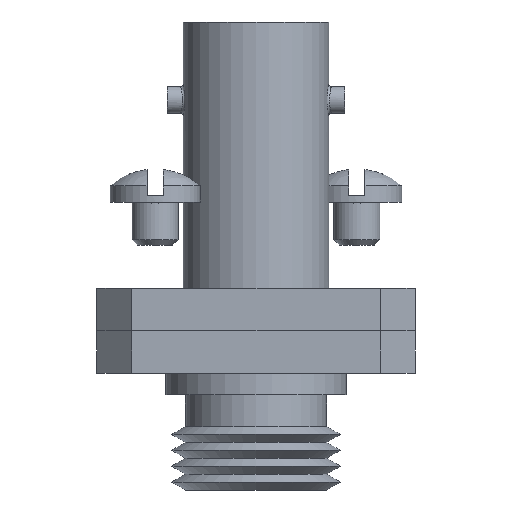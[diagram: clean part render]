
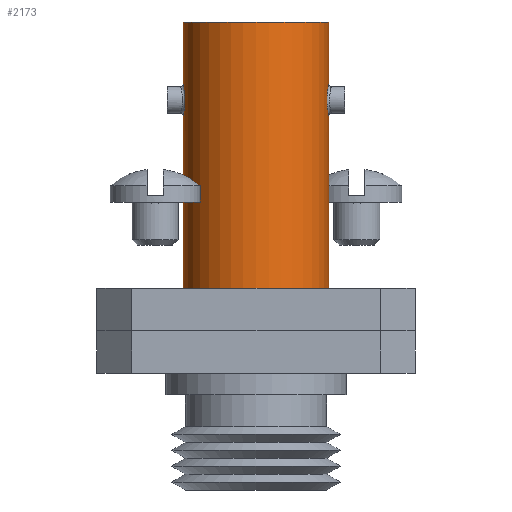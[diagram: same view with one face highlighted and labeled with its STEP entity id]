
A CAD part, front view. The second image highlights one B-rep face of the part: STEP entity #2173.
In plain terms, the highlighted cylindrical face has radius 3.429 mm (diameter 6.858 mm), a partial arc.
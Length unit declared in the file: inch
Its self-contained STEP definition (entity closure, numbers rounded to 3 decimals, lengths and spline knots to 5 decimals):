
#8 = LINE ( 'NONE', #4996, #3473 ) ;
#77 = EDGE_CURVE ( 'NONE', #3463, #5547, #4041, .T. ) ;
#162 = CARTESIAN_POINT ( 'NONE',  ( 0.135, -0.00394, 0.39901 ) ) ;
#178 = CARTESIAN_POINT ( 'NONE',  ( 0.135, -0.00009, 0.399 ) ) ;
#185 = CARTESIAN_POINT ( 'NONE',  ( -0.135, 0., 0.399 ) ) ;
#200 = CARTESIAN_POINT ( 'NONE',  ( 0.13382, -0.01804, 0.40522 ) ) ;
#263 = EDGE_CURVE ( 'NONE', #3926, #1534, #8, .T. ) ;
#318 = CARTESIAN_POINT ( 'NONE',  ( 0., 0., 0.574 ) ) ;
#437 = CARTESIAN_POINT ( 'NONE',  ( 0.135, 0., 0.079 ) ) ;
#631 = DIRECTION ( 'NONE',  ( 1., 0., 0. ) ) ;
#670 = CARTESIAN_POINT ( 'NONE',  ( 0.135, -0.0078, 0.459 ) ) ;
#673 = CARTESIAN_POINT ( 'NONE',  ( -0.13482, -0.00782, 0.45815 ) ) ;
#696 = LINE ( 'NONE', #4416, #4015 ) ;
#697 = CARTESIAN_POINT ( 'NONE',  ( -0.13423, -0.01487, 0.45504 ) ) ;
#724 = CARTESIAN_POINT ( 'NONE',  ( -0.135, 0., 0.574 ) ) ;
#741 = VERTEX_POINT ( 'NONE', #3018 ) ;
#779 = DIRECTION ( 'NONE',  ( 1., 0., 0. ) ) ;
#789 = ORIENTED_EDGE ( 'NONE', *, *, #5421, .T. ) ;
#952 = AXIS2_PLACEMENT_3D ( 'NONE', #1966, #3332, #631 ) ;
#1133 = CYLINDRICAL_SURFACE ( 'NONE', #5374, 0.135 ) ;
#1150 = CARTESIAN_POINT ( 'NONE',  ( -0.13259, -0.02594, 0.44439 ) ) ;
#1297 = CARTESIAN_POINT ( 'NONE',  ( 0.135, 0., 0.574 ) ) ;
#1394 = EDGE_CURVE ( 'NONE', #4051, #741, #5545, .T. ) ;
#1431 = DIRECTION ( 'NONE',  ( 0., 0., -1. ) ) ;
#1486 = DIRECTION ( 'NONE',  ( 0., 0., -1. ) ) ;
#1534 = VERTEX_POINT ( 'NONE', #1642 ) ;
#1592 = CARTESIAN_POINT ( 'NONE',  ( -0.13187, -0.02892, 0.42123 ) ) ;
#1605 = FACE_OUTER_BOUND ( 'NONE', #1614, .T. ) ;
#1614 = EDGE_LOOP ( 'NONE', ( #5448, #5577, #3547, #5329, #2935, #4237, #2179, #3312, #789, #4117 ) ) ;
#1642 = CARTESIAN_POINT ( 'NONE',  ( -0.135, 0., 0.459 ) ) ;
#1719 = CARTESIAN_POINT ( 'NONE',  ( 0.135, 0., 0.399 ) ) ;
#1867 = EDGE_CURVE ( 'NONE', #4513, #3463, #696, .T. ) ;
#1966 = CARTESIAN_POINT ( 'NONE',  ( 0., 0., 0.079 ) ) ;
#2056 = CARTESIAN_POINT ( 'NONE',  ( -0.13383, -0.01796, 0.40515 ) ) ;
#2070 = CIRCLE ( 'NONE', #5776, 0.135 ) ;
#2173 = ADVANCED_FACE ( 'NONE', ( #1605 ), #1133, .T. ) ;
#2179 = ORIENTED_EDGE ( 'NONE', *, *, #77, .T. ) ;
#2181 = CARTESIAN_POINT ( 'NONE',  ( 0.135, -0.00004, 0.399 ) ) ;
#2350 = EDGE_CURVE ( 'NONE', #4297, #4513, #3067, .T. ) ;
#2421 = CARTESIAN_POINT ( 'NONE',  ( -0.135, -0.00004, 0.459 ) ) ;
#2484 = B_SPLINE_CURVE_WITH_KNOTS ( 'NONE', 3,
 ( #1719, #3977, #2181, #5349, #2635 ),
 .UNSPECIFIED., .F., .F.,
 ( 4, 1, 4 ),
 ( 0.00235, 0.00235, 0.00235 ),
 .UNSPECIFIED. ) ;
#2521 = CARTESIAN_POINT ( 'NONE',  ( -0.13483, -0.00772, 0.39981 ) ) ;
#2635 = CARTESIAN_POINT ( 'NONE',  ( 0.135, -0.00009, 0.399 ) ) ;
#2753 = CARTESIAN_POINT ( 'NONE',  ( 0.135, 0., 0.399 ) ) ;
#2758 = EDGE_CURVE ( 'NONE', #3926, #2897, #2070, .T. ) ;
#2869 = CARTESIAN_POINT ( 'NONE',  ( -0.135, -0.00009, 0.459 ) ) ;
#2877 = B_SPLINE_CURVE_WITH_KNOTS ( 'NONE', 3,
 ( #4208, #4677, #2421, #5593, #2869 ),
 .UNSPECIFIED., .F., .F.,
 ( 4, 1, 4 ),
 ( 0., 0., 0. ),
 .UNSPECIFIED. ) ;
#2897 = VERTEX_POINT ( 'NONE', #1297 ) ;
#2935 = ORIENTED_EDGE ( 'NONE', *, *, #2350, .T. ) ;
#2961 = VECTOR ( 'NONE', #4849, 39.37008 ) ;
#2970 = CARTESIAN_POINT ( 'NONE',  ( -0.135, 0., 0.399 ) ) ;
#3018 = CARTESIAN_POINT ( 'NONE',  ( 0.135, 0., 0.459 ) ) ;
#3067 = B_SPLINE_CURVE_WITH_KNOTS ( 'NONE', 3,
 ( #3407, #5678, #673, #697, #3852, #1150, #4309, #1592, #4777, #2056, #5229, #2521, #5700, #2970 ),
 .UNSPECIFIED., .F., .F.,
 ( 4, 2, 2, 2, 2, 2, 4 ),
 ( 0., 0.0003, 0.00059, 0.00117, 0.00176, 0.00205, 0.00235 ),
 .UNSPECIFIED. ) ;
#3132 = EDGE_CURVE ( 'NONE', #4373, #5547, #3505, .T. ) ;
#3312 = ORIENTED_EDGE ( 'NONE', *, *, #3132, .F. ) ;
#3332 = DIRECTION ( 'NONE',  ( 0., 0., 1. ) ) ;
#3350 = CARTESIAN_POINT ( 'NONE',  ( 0.13259, -0.02597, 0.41363 ) ) ;
#3375 = CARTESIAN_POINT ( 'NONE',  ( 0.13423, -0.01538, 0.45558 ) ) ;
#3407 = CARTESIAN_POINT ( 'NONE',  ( -0.135, -0.00009, 0.459 ) ) ;
#3463 = VERTEX_POINT ( 'NONE', #4912 ) ;
#3473 = VECTOR ( 'NONE', #4964, 39.37008 ) ;
#3482 = DIRECTION ( 'NONE',  ( 0., 0., 1. ) ) ;
#3505 = LINE ( 'NONE', #4668, #4712 ) ;
#3523 = CARTESIAN_POINT ( 'NONE',  ( 0.135, -0.00009, 0.399 ) ) ;
#3547 = ORIENTED_EDGE ( 'NONE', *, *, #263, .T. ) ;
#3808 = CARTESIAN_POINT ( 'NONE',  ( 0.13186, -0.02894, 0.42131 ) ) ;
#3834 = CARTESIAN_POINT ( 'NONE',  ( 0.135, 0., 0.459 ) ) ;
#3852 = CARTESIAN_POINT ( 'NONE',  ( -0.13381, -0.01807, 0.45275 ) ) ;
#3926 = VERTEX_POINT ( 'NONE', #724 ) ;
#3977 = CARTESIAN_POINT ( 'NONE',  ( 0.135, -0.00001, 0.399 ) ) ;
#4015 = VECTOR ( 'NONE', #4894, 39.37008 ) ;
#4041 = CIRCLE ( 'NONE', #952, 0.135 ) ;
#4050 = CARTESIAN_POINT ( 'NONE',  ( -0.135, -0.00009, 0.459 ) ) ;
#4051 = VERTEX_POINT ( 'NONE', #3523 ) ;
#4117 = ORIENTED_EDGE ( 'NONE', *, *, #1394, .T. ) ;
#4149 = EDGE_CURVE ( 'NONE', #2897, #741, #5377, .T. ) ;
#4155 = CARTESIAN_POINT ( 'NONE',  ( 0., 0., 0.574 ) ) ;
#4208 = CARTESIAN_POINT ( 'NONE',  ( -0.135, 0., 0.459 ) ) ;
#4237 = ORIENTED_EDGE ( 'NONE', *, *, #1867, .T. ) ;
#4264 = CARTESIAN_POINT ( 'NONE',  ( 0.13187, -0.02892, 0.43292 ) ) ;
#4297 = VERTEX_POINT ( 'NONE', #4050 ) ;
#4309 = CARTESIAN_POINT ( 'NONE',  ( -0.13186, -0.02894, 0.43668 ) ) ;
#4373 = VERTEX_POINT ( 'NONE', #2753 ) ;
#4383 = CARTESIAN_POINT ( 'NONE',  ( 0.135, 0., 0.574 ) ) ;
#4416 = CARTESIAN_POINT ( 'NONE',  ( -0.135, 0., 0.574 ) ) ;
#4501 = EDGE_CURVE ( 'NONE', #1534, #4297, #2877, .T. ) ;
#4513 = VERTEX_POINT ( 'NONE', #185 ) ;
#4614 = DIRECTION ( 'NONE',  ( -1., 0., 0. ) ) ;
#4668 = CARTESIAN_POINT ( 'NONE',  ( 0.135, 0., 0.574 ) ) ;
#4677 = CARTESIAN_POINT ( 'NONE',  ( -0.135, -0.00001, 0.459 ) ) ;
#4712 = VECTOR ( 'NONE', #1486, 39.37008 ) ;
#4730 = CARTESIAN_POINT ( 'NONE',  ( 0.13203, -0.02819, 0.43678 ) ) ;
#4777 = CARTESIAN_POINT ( 'NONE',  ( -0.13259, -0.02595, 0.41357 ) ) ;
#4849 = DIRECTION ( 'NONE',  ( 0., 0., -1. ) ) ;
#4894 = DIRECTION ( 'NONE',  ( 0., 0., -1. ) ) ;
#4912 = CARTESIAN_POINT ( 'NONE',  ( -0.135, 0., 0.079 ) ) ;
#4964 = DIRECTION ( 'NONE',  ( 0., 0., -1. ) ) ;
#4996 = CARTESIAN_POINT ( 'NONE',  ( -0.135, 0., 0.574 ) ) ;
#5167 = CARTESIAN_POINT ( 'NONE',  ( 0.13482, -0.00781, 0.39984 ) ) ;
#5194 = CARTESIAN_POINT ( 'NONE',  ( 0.1326, -0.02537, 0.44393 ) ) ;
#5229 = CARTESIAN_POINT ( 'NONE',  ( -0.13424, -0.01478, 0.40291 ) ) ;
#5329 = ORIENTED_EDGE ( 'NONE', *, *, #4501, .T. ) ;
#5349 = CARTESIAN_POINT ( 'NONE',  ( 0.135, -0.00007, 0.399 ) ) ;
#5374 = AXIS2_PLACEMENT_3D ( 'NONE', #4155, #1431, #4614 ) ;
#5377 = LINE ( 'NONE', #4383, #2961 ) ;
#5421 = EDGE_CURVE ( 'NONE', #4373, #4051, #2484, .T. ) ;
#5448 = ORIENTED_EDGE ( 'NONE', *, *, #4149, .F. ) ;
#5545 = B_SPLINE_CURVE_WITH_KNOTS ( 'NONE', 3,
 ( #178, #162, #5167, #5628, #200, #3350, #3808, #4264, #4730, #5194, #5649, #3375, #670, #3834 ),
 .UNSPECIFIED., .F., .F.,
 ( 4, 2, 2, 2, 2, 2, 4 ),
 ( 0.00235, 0.00264, 0.00294, 0.00352, 0.00381, 0.00411, 0.00469 ),
 .UNSPECIFIED. ) ;
#5547 = VERTEX_POINT ( 'NONE', #437 ) ;
#5577 = ORIENTED_EDGE ( 'NONE', *, *, #2758, .F. ) ;
#5593 = CARTESIAN_POINT ( 'NONE',  ( -0.135, -0.00007, 0.459 ) ) ;
#5628 = CARTESIAN_POINT ( 'NONE',  ( 0.13423, -0.01484, 0.40295 ) ) ;
#5649 = CARTESIAN_POINT ( 'NONE',  ( 0.13301, -0.02326, 0.44725 ) ) ;
#5678 = CARTESIAN_POINT ( 'NONE',  ( -0.135, -0.00399, 0.45899 ) ) ;
#5700 = CARTESIAN_POINT ( 'NONE',  ( -0.135, -0.00385, 0.399 ) ) ;
#5776 = AXIS2_PLACEMENT_3D ( 'NONE', #318, #3482, #779 ) ;
